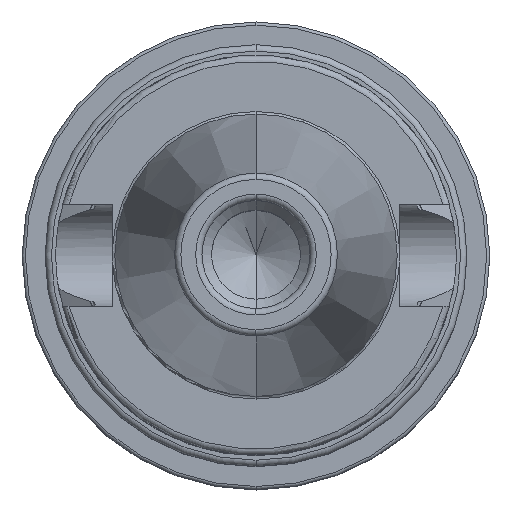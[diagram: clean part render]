
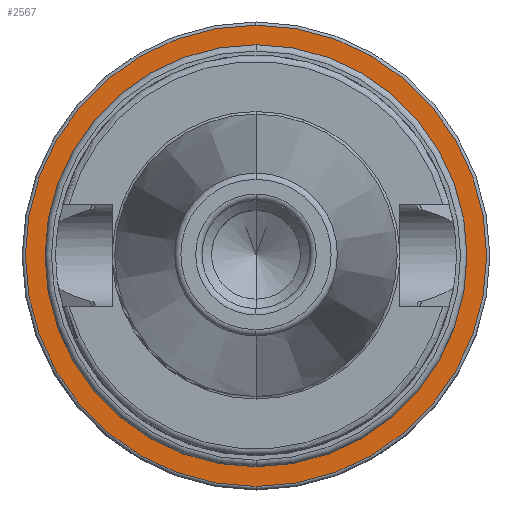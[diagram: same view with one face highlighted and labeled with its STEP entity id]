
A CAD part, top view. The second image highlights one B-rep face of the part: STEP entity #2567.
In plain terms, the highlighted planar face has unit normal (0, 0, 1).
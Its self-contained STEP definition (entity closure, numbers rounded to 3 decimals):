
#595=CARTESIAN_POINT('',(0,0,-25.9));
#596=DIRECTION('',(0,0,1));
#597=DIRECTION('',(0,1,0));
#598=AXIS2_PLACEMENT_3D('',#595,#596,#597);
#600=CARTESIAN_POINT('',(0,0,-25.9));
#601=DIRECTION('',(0,0,1));
#602=DIRECTION('',(0,-1,0));
#603=AXIS2_PLACEMENT_3D('',#600,#601,#602);
#615=CARTESIAN_POINT('',(0,0,-25.9));
#616=DIRECTION('',(0,0,-1));
#617=DIRECTION('',(0,1,0));
#618=AXIS2_PLACEMENT_3D('',#615,#616,#617);
#1547=CARTESIAN_POINT('',(0,0,-25.9));
#1548=DIRECTION('',(0,0,-1));
#1549=DIRECTION('',(0,-1,0));
#1550=AXIS2_PLACEMENT_3D('',#1547,#1548,#1549);
#1845=CARTESIAN_POINT('',(0.,36.3,-25.9));
#1846=CARTESIAN_POINT('',(0,-36.3,-25.9));
#1847=VERTEX_POINT('',#1845);
#1848=VERTEX_POINT('',#1846);
#1869=CARTESIAN_POINT('',(0,33.2,-25.9));
#1870=CARTESIAN_POINT('',(0,-33.2,-25.9));
#1871=VERTEX_POINT('',#1869);
#1872=VERTEX_POINT('',#1870);
#2551=CARTESIAN_POINT('',(0,0,-25.9));
#2552=DIRECTION('',(0,0,-1));
#2553=DIRECTION('',(0,-1,0));
#2554=AXIS2_PLACEMENT_3D('',#2551,#2552,#2553);
#2555=PLANE('',#2554);
#2556=ORIENTED_EDGE('',*,*,#2541,.F.);
#2558=ORIENTED_EDGE('',*,*,#2557,.F.);
#2559=EDGE_LOOP('',(#2556,#2558));
#2560=FACE_OUTER_BOUND('',#2559,.F.);
#2562=ORIENTED_EDGE('',*,*,#2561,.F.);
#2564=ORIENTED_EDGE('',*,*,#2563,.F.);
#2565=EDGE_LOOP('',(#2562,#2564));
#2566=FACE_BOUND('',#2565,.F.);
#2567=ADVANCED_FACE('',(#2560,#2566),#2555,.F.);
#599=CIRCLE('',#598,36.3);
#604=CIRCLE('',#603,36.3);
#619=CIRCLE('',#618,33.2);
#1551=CIRCLE('',#1550,33.2);
#2541=EDGE_CURVE('',#1847,#1848,#599,.T.);
#2557=EDGE_CURVE('',#1848,#1847,#604,.T.);
#2561=EDGE_CURVE('',#1871,#1872,#619,.T.);
#2563=EDGE_CURVE('',#1872,#1871,#1551,.T.);
